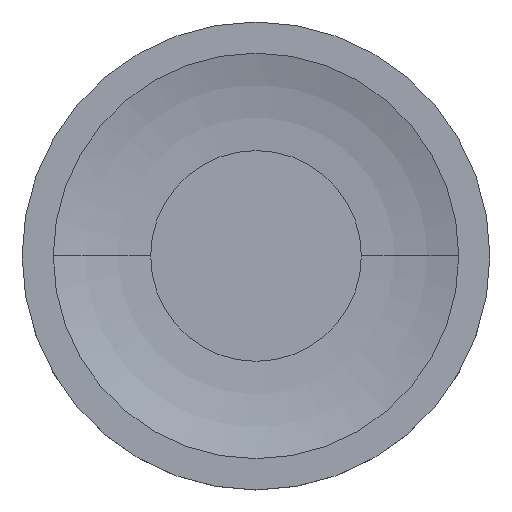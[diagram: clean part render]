
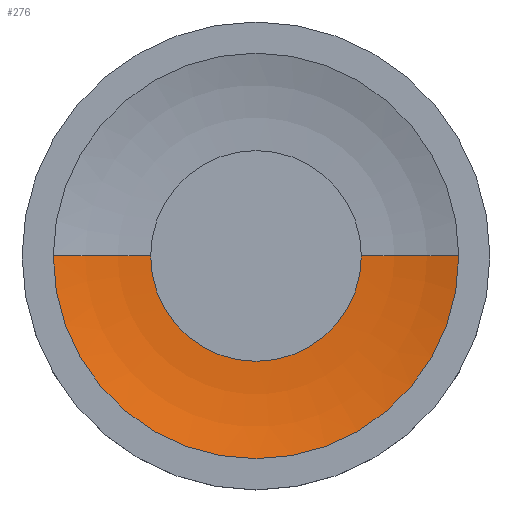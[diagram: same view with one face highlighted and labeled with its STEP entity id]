
A CAD part, top view. The second image highlights one B-rep face of the part: STEP entity #276.
In plain terms, the highlighted toroidal (fillet/blend) face has major radius 3.377 mm and minor radius 10 mm.
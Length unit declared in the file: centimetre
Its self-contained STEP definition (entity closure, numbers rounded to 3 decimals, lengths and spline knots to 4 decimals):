
#35 = EDGE_CURVE ( 'NONE', #437, #673, #735, .T. ) ;
#39 = ORIENTED_EDGE ( 'NONE', *, *, #191, .T. ) ;
#47 = CIRCLE ( 'NONE', #91, 1. ) ;
#60 = CARTESIAN_POINT ( 'NONE',  ( 0.3378, 0., 1.15 ) ) ;
#91 = AXIS2_PLACEMENT_3D ( 'NONE', #60, #561, #408 ) ;
#96 = CARTESIAN_POINT ( 'NONE',  ( 0.3378, 0., 0.15 ) ) ;
#97 = ORIENTED_EDGE ( 'NONE', *, *, #295, .F. ) ;
#146 = DIRECTION ( 'NONE',  ( 0., 0., -1. ) ) ;
#183 = CIRCLE ( 'NONE', #470, 0.65 ) ;
#191 = EDGE_CURVE ( 'NONE', #437, #706, #183, .T. ) ;
#208 = VERTEX_POINT ( 'NONE', #96 ) ;
#212 = AXIS2_PLACEMENT_3D ( 'NONE', #445, #589, #680 ) ;
#222 = DIRECTION ( 'NONE',  ( 0., 0., 1. ) ) ;
#238 = EDGE_LOOP ( 'NONE', ( #39, #293, #97, #331 ) ) ;
#262 = CARTESIAN_POINT ( 'NONE',  ( -0.3378, 0., 0.15 ) ) ;
#276 = ADVANCED_FACE ( 'NONE', ( #505 ), #701, .F. ) ;
#293 = ORIENTED_EDGE ( 'NONE', *, *, #510, .T. ) ;
#295 = EDGE_CURVE ( 'NONE', #673, #208, #499, .T. ) ;
#300 = DIRECTION ( 'NONE',  ( 1., 0., 0. ) ) ;
#331 = ORIENTED_EDGE ( 'NONE', *, *, #35, .F. ) ;
#388 = CARTESIAN_POINT ( 'NONE',  ( 0.65, 0., 0.2 ) ) ;
#408 = DIRECTION ( 'NONE',  ( -1., 0., 0. ) ) ;
#431 = DIRECTION ( 'NONE',  ( -1., 0., 0. ) ) ;
#437 = VERTEX_POINT ( 'NONE', #550 ) ;
#445 = CARTESIAN_POINT ( 'NONE',  ( -0.3378, 0., 1.15 ) ) ;
#453 = AXIS2_PLACEMENT_3D ( 'NONE', #824, #456, #600 ) ;
#456 = DIRECTION ( 'NONE',  ( 0., 0., 1. ) ) ;
#470 = AXIS2_PLACEMENT_3D ( 'NONE', #790, #222, #300 ) ;
#499 = CIRCLE ( 'NONE', #453, 0.3378 ) ;
#505 = FACE_OUTER_BOUND ( 'NONE', #238, .T. ) ;
#510 = EDGE_CURVE ( 'NONE', #706, #208, #47, .T. ) ;
#550 = CARTESIAN_POINT ( 'NONE',  ( -0.65, 0., 0.2 ) ) ;
#561 = DIRECTION ( 'NONE',  ( 0., 1., 0. ) ) ;
#581 = CARTESIAN_POINT ( 'NONE',  ( 0., 0., 1.15 ) ) ;
#589 = DIRECTION ( 'NONE',  ( 0., -1., 0. ) ) ;
#600 = DIRECTION ( 'NONE',  ( 1., 0., 0. ) ) ;
#673 = VERTEX_POINT ( 'NONE', #262 ) ;
#680 = DIRECTION ( 'NONE',  ( 0., 0., -1. ) ) ;
#688 = AXIS2_PLACEMENT_3D ( 'NONE', #581, #146, #431 ) ;
#701 = TOROIDAL_SURFACE ( 'NONE', #688, 0.3378, 1. ) ;
#706 = VERTEX_POINT ( 'NONE', #388 ) ;
#735 = CIRCLE ( 'NONE', #212, 1. ) ;
#790 = CARTESIAN_POINT ( 'NONE',  ( 0., 0., 0.2 ) ) ;
#824 = CARTESIAN_POINT ( 'NONE',  ( 0., 0., 0.15 ) ) ;
